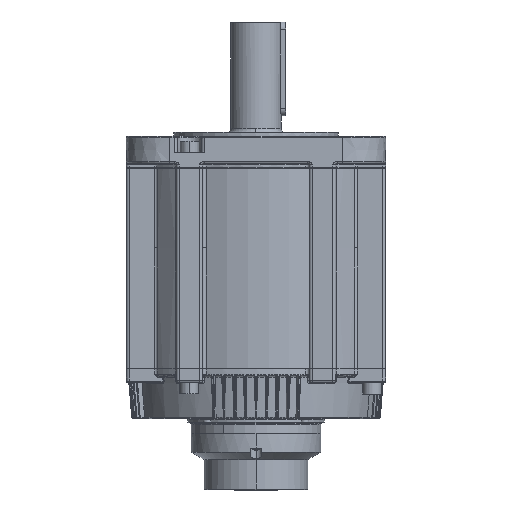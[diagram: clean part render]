
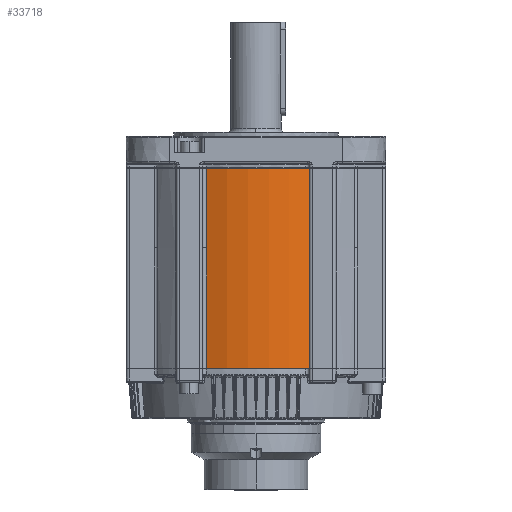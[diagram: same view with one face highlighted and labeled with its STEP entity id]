
A CAD part, top view. The second image highlights one B-rep face of the part: STEP entity #33718.
In plain terms, the highlighted cylindrical face has radius 88.75 mm (diameter 177.5 mm), a partial arc.
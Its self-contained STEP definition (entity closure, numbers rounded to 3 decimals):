
#30314=CARTESIAN_POINT('',(-170.785,74.574,
-4.635));
#30315=DIRECTION('',(0.,1.,0.));
#30316=DIRECTION('',(-0.386,0.,0.922));
#30317=AXIS2_PLACEMENT_3D('',#30314,#30315,#30316);
#30702=CARTESIAN_POINT('',(-170.785,-64.426,
-4.635));
#30703=DIRECTION('',(0.,-1.,0.));
#30704=DIRECTION('',(0.417,0.,0.909));
#30705=AXIS2_PLACEMENT_3D('',#30702,#30703,#30704);
#31509=DIRECTION('',(0.,1.,0.));
#31510=VECTOR('',#31509,84.);
#31511=CARTESIAN_POINT('',(-205.066,-64.426,
77.228));
#31512=LINE('',#31511,#31510);
#31513=DIRECTION('',(0.,1.,0.));
#31514=VECTOR('',#31513,55.);
#31515=CARTESIAN_POINT('',(-205.063,19.574,
77.229));
#31516=LINE('',#31515,#31514);
#31521=DIRECTION('',(0.,1.,0.));
#31522=VECTOR('',#31521,139.);
#31523=CARTESIAN_POINT('',(-133.735,-64.426,
76.012));
#31524=LINE('',#31523,#31522);
#31825=CARTESIAN_POINT('',(-205.066,-64.426,
77.228));
#31826=CARTESIAN_POINT('',(-205.063,19.574,
77.229));
#31827=VERTEX_POINT('',#31825);
#31828=VERTEX_POINT('',#31826);
#31829=CARTESIAN_POINT('',(-205.066,74.574,
77.228));
#31830=VERTEX_POINT('',#31829);
#31879=CARTESIAN_POINT('',(-133.735,-64.426,
76.012));
#31881=VERTEX_POINT('',#31879);
#32138=CARTESIAN_POINT('',(-133.735,74.574,
76.012));
#32139=VERTEX_POINT('',#32138);
#33705=CARTESIAN_POINT('',(-170.785,-64.426,
-4.635));
#33706=DIRECTION('',(0.,1.,0.));
#33707=DIRECTION('',(-1.,0.,0.));
#33708=AXIS2_PLACEMENT_3D('',#33705,#33706,#33707);
#33709=CYLINDRICAL_SURFACE('',#33708,88.75);
#33710=ORIENTED_EDGE('',*,*,#32296,.T.);
#33712=ORIENTED_EDGE('',*,*,#33711,.F.);
#33713=ORIENTED_EDGE('',*,*,#32638,.T.);
#33714=ORIENTED_EDGE('',*,*,#33686,.T.);
#33715=ORIENTED_EDGE('',*,*,#33698,.T.);
#33716=EDGE_LOOP('',(#33710,#33712,#33713,#33714,#33715));
#33717=FACE_OUTER_BOUND('',#33716,.F.);
#33718=ADVANCED_FACE('',(#33717),#33709,.T.);
#30318=CIRCLE('',#30317,88.75);
#30706=CIRCLE('',#30705,88.75);
#32296=EDGE_CURVE('',#31830,#32139,#30318,.T.);
#32638=EDGE_CURVE('',#31881,#31827,#30706,.T.);
#33686=EDGE_CURVE('',#31827,#31828,#31512,.T.);
#33698=EDGE_CURVE('',#31828,#31830,#31516,.T.);
#33711=EDGE_CURVE('',#31881,#32139,#31524,.T.);
